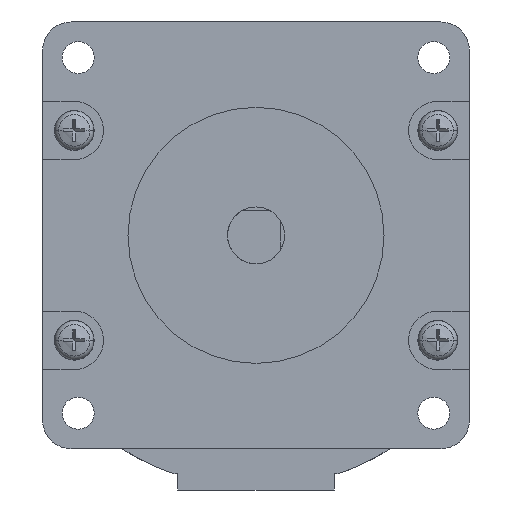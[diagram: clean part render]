
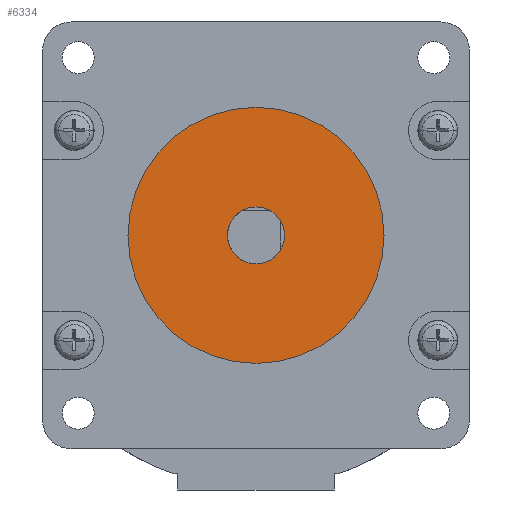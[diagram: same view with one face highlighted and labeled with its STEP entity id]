
A CAD part, left-side view. The second image highlights one B-rep face of the part: STEP entity #6334.
In plain terms, the highlighted planar face has unit normal (-1, 0, 0).
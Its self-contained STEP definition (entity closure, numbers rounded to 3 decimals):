
#5550=CARTESIAN_POINT('POINT675',(-1.5,0.,
   -4.));
#5551=VERTEX_POINT('VERTEX675',#5550);
#5558=CARTESIAN_POINT('POINT676',(-1.5,0.,
   4.));
#5559=VERTEX_POINT('VERTEX676',#5558);
#5560=CARTESIAN_POINT('POS1143',(-1.5,0.,0.));
#5561=DIRECTION('DIR1698',(1.,0.,0.));
#5562=DIRECTION('DIR1699',(0.,0.,-1.));
#5563=AXIS2_PLACEMENT_3D('AXIS556',#5560,#5561,#5562);
#5564=CIRCLE('ELLIPSE254',#5563,4.);
#5565=EDGE_CURVE('EDGE1032',#5559,#5551,#5564,.T.);
#5593=EDGE_CURVE('EDGE1034',#5551,#5559,#5564,.T.);
#6310=CARTESIAN_POINT('POINT709',(-1.5,0.,
   -18.));
#6311=VERTEX_POINT('VERTEX709',#6310);
#6312=CARTESIAN_POINT('POINT710',(-1.5,0.,
   18.));
#6313=VERTEX_POINT('VERTEX710',#6312);
#6314=CARTESIAN_POINT('POS1226',(-1.5,0.,0.));
#6315=DIRECTION('DIR1819',(1.,0.,0.));
#6316=DIRECTION('DIR1820',(0.,0.,-1.));
#6317=AXIS2_PLACEMENT_3D('AXIS594',#6314,#6315,#6316);
#6318=CIRCLE('ELLIPSE267',#6317,18.);
#6319=EDGE_CURVE('EDGE1099',#6311,#6313,#6318,.T.);
#6320=ORIENTED_EDGE('COEDGE2163',*,*,#6319,.F.);
#6321=EDGE_CURVE('EDGE1100',#6313,#6311,#6318,.T.);
#6322=ORIENTED_EDGE('COEDGE2164',*,*,#6321,.F.);
#6323=EDGE_LOOP('NONE',(#6320,#6322));
#6324=FACE_BOUND('LOOP1',#6323,.T.);
#6325=ORIENTED_EDGE('COEDGE2165',*,*,#5593,.T.);
#6326=ORIENTED_EDGE('COEDGE2166',*,*,#5565,.T.);
#6327=EDGE_LOOP('NONE',(#6325,#6326));
#6328=FACE_BOUND('LOOP1',#6327,.T.);
#6329=CARTESIAN_POINT('POS1227',(-1.5,0.,
   -11.));
#6330=DIRECTION('DIR1821',(-1.,0.,0.));
#6331=DIRECTION('DIR1822',(0.,1.,0.));
#6332=AXIS2_PLACEMENT_3D('AXIS595',#6329,#6330,#6331);
#6333=PLANE('PLANE201',#6332);
#6334=ADVANCED_FACE('FACE411',(#6324,#6328),#6333,.T.);
